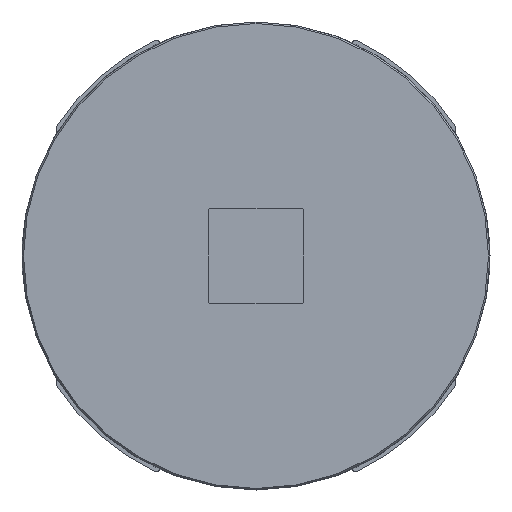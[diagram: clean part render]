
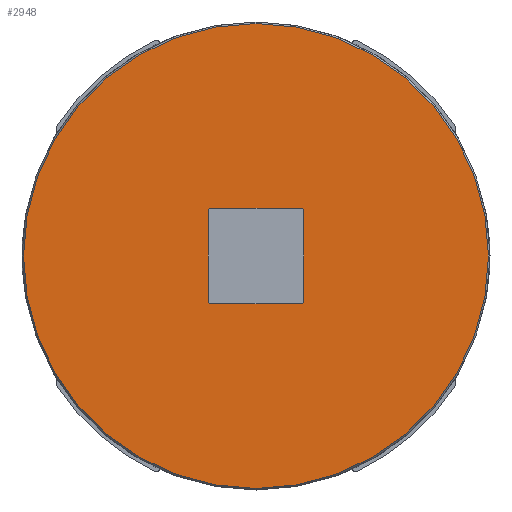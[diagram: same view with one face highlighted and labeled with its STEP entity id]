
A CAD part, front view. The second image highlights one B-rep face of the part: STEP entity #2948.
In plain terms, the highlighted planar face has unit normal (0, -1, 0).
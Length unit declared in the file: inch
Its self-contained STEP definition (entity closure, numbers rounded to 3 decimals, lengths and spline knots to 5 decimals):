
#163 = CARTESIAN_POINT ( 'NONE',  ( -0.0575, 0., 0.0625 ) ) ;
#164 = DIRECTION ( 'NONE',  ( 0., 0., -1. ) ) ;
#165 = DIRECTION ( 'NONE',  ( 0., 1., 0. ) ) ;
#166 = AXIS2_PLACEMENT_3D ( 'NONE', #172, #165, #164 ) ;
#167 = CIRCLE ( 'NONE', #166, 0.005 ) ;
#172 = CARTESIAN_POINT ( 'NONE',  ( -0.0575, 0., 0.0575 ) ) ;
#226 = CARTESIAN_POINT ( 'NONE',  ( -0.0625, 0., -0.0575 ) ) ;
#227 = CARTESIAN_POINT ( 'NONE',  ( -0.0625, 0., 0.0575 ) ) ;
#228 = DIRECTION ( 'NONE',  ( 0., 0., -1. ) ) ;
#229 = VECTOR ( 'NONE', #228, 39.37008 ) ;
#230 = CARTESIAN_POINT ( 'NONE',  ( -0.0625, 0., 0.0625 ) ) ;
#231 = LINE ( 'NONE', #230, #229 ) ;
#232 = DIRECTION ( 'NONE',  ( 0., 0., -1. ) ) ;
#233 = DIRECTION ( 'NONE',  ( 0., -1., 0. ) ) ;
#234 = AXIS2_PLACEMENT_3D ( 'NONE', #273, #233, #232 ) ;
#273 = CARTESIAN_POINT ( 'NONE',  ( 0., 0., 0. ) ) ;
#274 = CIRCLE ( 'NONE', #234, 0.303 ) ;
#275 = DIRECTION ( 'NONE',  ( 0., 0., -1. ) ) ;
#276 = DIRECTION ( 'NONE',  ( 0., -1., 0. ) ) ;
#277 = CARTESIAN_POINT ( 'NONE',  ( 0., 0., 0. ) ) ;
#278 = AXIS2_PLACEMENT_3D ( 'NONE', #277, #276, #275 ) ;
#279 = PLANE ( 'NONE',  #278 ) ;
#280 = FACE_BOUND ( 'NONE', #2953, .T. ) ;
#298 = DIRECTION ( 'NONE',  ( 0., 0., -1. ) ) ;
#299 = DIRECTION ( 'NONE',  ( 0., 1., 0. ) ) ;
#300 = CARTESIAN_POINT ( 'NONE',  ( -0.0575, 0., -0.0575 ) ) ;
#301 = AXIS2_PLACEMENT_3D ( 'NONE', #300, #299, #298 ) ;
#302 = CIRCLE ( 'NONE', #301, 0.005 ) ;
#309 = FACE_OUTER_BOUND ( 'NONE', #2949, .T. ) ;
#328 = CARTESIAN_POINT ( 'NONE',  ( -0.0575, 0., -0.0625 ) ) ;
#367 = DIRECTION ( 'NONE',  ( -1., 0., 0. ) ) ;
#381 = DIRECTION ( 'NONE',  ( 1., 0., 0. ) ) ;
#382 = VECTOR ( 'NONE', #381, 39.37008 ) ;
#383 = CARTESIAN_POINT ( 'NONE',  ( -0.0625, 0., -0.0625 ) ) ;
#384 = LINE ( 'NONE', #383, #382 ) ;
#385 = CARTESIAN_POINT ( 'NONE',  ( 0.0575, 0., -0.0625 ) ) ;
#386 = DIRECTION ( 'NONE',  ( 0., 0., -1. ) ) ;
#387 = DIRECTION ( 'NONE',  ( 0., 1., 0. ) ) ;
#388 = CARTESIAN_POINT ( 'NONE',  ( 0.0575, 0., -0.0575 ) ) ;
#389 = AXIS2_PLACEMENT_3D ( 'NONE', #388, #387, #386 ) ;
#390 = CIRCLE ( 'NONE', #389, 0.005 ) ;
#391 = CARTESIAN_POINT ( 'NONE',  ( 0.0625, 0., -0.0575 ) ) ;
#392 = DIRECTION ( 'NONE',  ( 0., 0., 1. ) ) ;
#393 = VECTOR ( 'NONE', #392, 39.37008 ) ;
#394 = CARTESIAN_POINT ( 'NONE',  ( 0.0625, 0., 0.0625 ) ) ;
#395 = LINE ( 'NONE', #394, #393 ) ;
#396 = CARTESIAN_POINT ( 'NONE',  ( 0.0625, 0., 0.0575 ) ) ;
#397 = DIRECTION ( 'NONE',  ( 0., 0., -1. ) ) ;
#398 = DIRECTION ( 'NONE',  ( 0., 1., 0. ) ) ;
#399 = CARTESIAN_POINT ( 'NONE',  ( 0.0575, 0., 0.0575 ) ) ;
#400 = AXIS2_PLACEMENT_3D ( 'NONE', #399, #398, #397 ) ;
#401 = CIRCLE ( 'NONE', #400, 0.005 ) ;
#444 = VECTOR ( 'NONE', #367, 39.37008 ) ;
#445 = CARTESIAN_POINT ( 'NONE',  ( -0.0625, 0., 0.0625 ) ) ;
#467 = LINE ( 'NONE', #445, #444 ) ;
#472 = CARTESIAN_POINT ( 'NONE',  ( 0.0575, 0., 0.0625 ) ) ;
#2425 = EDGE_CURVE ( 'NONE', #2426, #2427, #4005, .T. ) ;
#2426 = VERTEX_POINT ( 'NONE', #4000 ) ;
#2427 = VERTEX_POINT ( 'NONE', #3999 ) ;
#2910 = ORIENTED_EDGE ( 'NONE', *, *, #2911, .T. ) ;
#2911 = EDGE_CURVE ( 'NONE', #2956, #2912, #167, .T. ) ;
#2912 = VERTEX_POINT ( 'NONE', #163 ) ;
#2913 = ORIENTED_EDGE ( 'NONE', *, *, #3020, .F. ) ;
#2948 = ADVANCED_FACE ( 'NONE', ( #309, #280 ), #279, .T. ) ;
#2949 = EDGE_LOOP ( 'NONE', ( #2950, #2952 ) ) ;
#2950 = ORIENTED_EDGE ( 'NONE', *, *, #2951, .T. ) ;
#2951 = EDGE_CURVE ( 'NONE', #2427, #2426, #274, .T. ) ;
#2952 = ORIENTED_EDGE ( 'NONE', *, *, #2425, .T. ) ;
#2953 = EDGE_LOOP ( 'NONE', ( #2954, #2910, #2913, #3022, #3074, #3077, #3080, #3009 ) ) ;
#2954 = ORIENTED_EDGE ( 'NONE', *, *, #2955, .F. ) ;
#2955 = EDGE_CURVE ( 'NONE', #2956, #2957, #231, .T. ) ;
#2956 = VERTEX_POINT ( 'NONE', #227 ) ;
#2957 = VERTEX_POINT ( 'NONE', #226 ) ;
#3008 = VERTEX_POINT ( 'NONE', #328 ) ;
#3009 = ORIENTED_EDGE ( 'NONE', *, *, #3010, .T. ) ;
#3010 = EDGE_CURVE ( 'NONE', #3008, #2957, #302, .T. ) ;
#3020 = EDGE_CURVE ( 'NONE', #3021, #2912, #467, .T. ) ;
#3021 = VERTEX_POINT ( 'NONE', #472 ) ;
#3022 = ORIENTED_EDGE ( 'NONE', *, *, #3072, .T. ) ;
#3072 = EDGE_CURVE ( 'NONE', #3021, #3073, #401, .T. ) ;
#3073 = VERTEX_POINT ( 'NONE', #396 ) ;
#3074 = ORIENTED_EDGE ( 'NONE', *, *, #3075, .F. ) ;
#3075 = EDGE_CURVE ( 'NONE', #3076, #3073, #395, .T. ) ;
#3076 = VERTEX_POINT ( 'NONE', #391 ) ;
#3077 = ORIENTED_EDGE ( 'NONE', *, *, #3078, .T. ) ;
#3078 = EDGE_CURVE ( 'NONE', #3076, #3079, #390, .T. ) ;
#3079 = VERTEX_POINT ( 'NONE', #385 ) ;
#3080 = ORIENTED_EDGE ( 'NONE', *, *, #3081, .F. ) ;
#3081 = EDGE_CURVE ( 'NONE', #3008, #3079, #384, .T. ) ;
#3999 = CARTESIAN_POINT ( 'NONE',  ( 0., 0., 0.303 ) ) ;
#4000 = CARTESIAN_POINT ( 'NONE',  ( 0., 0., -0.303 ) ) ;
#4001 = DIRECTION ( 'NONE',  ( 0., 0., -1. ) ) ;
#4002 = DIRECTION ( 'NONE',  ( 0., -1., 0. ) ) ;
#4003 = CARTESIAN_POINT ( 'NONE',  ( 0., 0., 0. ) ) ;
#4004 = AXIS2_PLACEMENT_3D ( 'NONE', #4003, #4002, #4001 ) ;
#4005 = CIRCLE ( 'NONE', #4004, 0.303 ) ;
